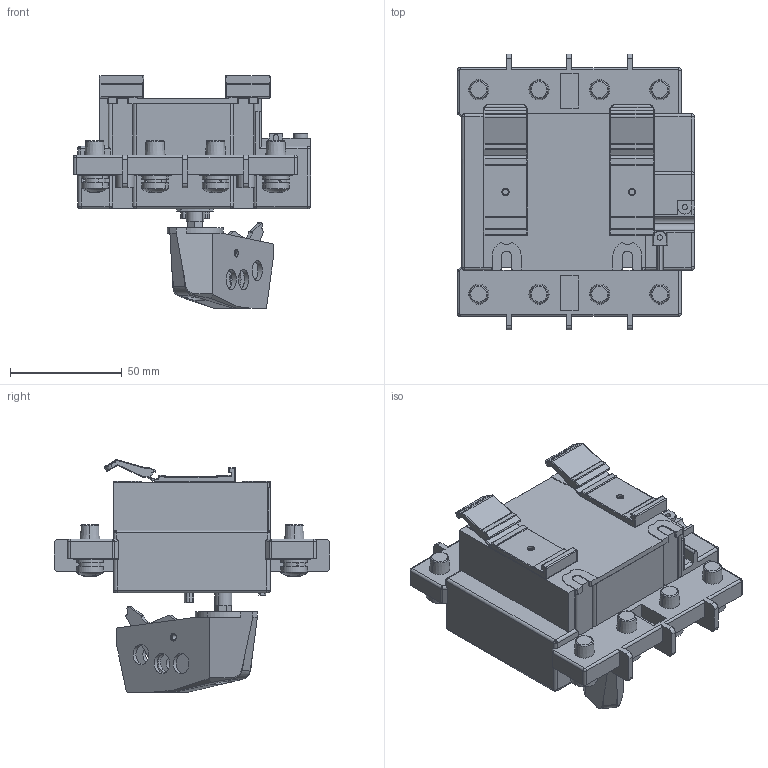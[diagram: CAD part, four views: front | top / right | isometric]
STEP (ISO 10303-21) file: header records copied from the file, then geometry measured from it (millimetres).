
FILE_DESCRIPTION (( 'STEP AP203' ), '1' );
FILE_NAME ('psds-100-4 Ðóáèëüíèê-âûêëþ÷àòåëü 100A 4P c ðóêîÿòêîé óïðàâëåíèÿ äëÿ ïðÿìîé óñòàíîâêè PowerSwitch EKF.STEP', '2026-04-09T07:55:53', ( '' ), ( '' ), 'SwSTEP 2.0', 'SolidWorks 2021', '' );
FILE_SCHEMA (( 'CONFIG_CONTROL_DESIGN' ));
Products named in the file (1): psds-100-4 Ðóáèëüíèê-âûêëþ÷àòåëü 100A 4P c ðóêîÿòêîé óïðàâëåíèÿ äëÿ ïðÿìîé óñòàíîâêè PowerSwitch EKF
Bounding box: 105.97 x 123.2 x 103.9 mm (x, y, z)
Volume: 348232.6 mm3; surface area: 93505.2 mm2
Topology: 35 solids, 37 shells, 1940 faces, 5056 edges, 3243 vertices
Faces by surface type: plane 1000, cylinder 645, cone 95, torus 77, bspline 76, sphere 47
Entity records: 73611 total; most frequent: CARTESIAN_POINT 25749, ORIENTED_EDGE 10108, DIRECTION 9870, EDGE_CURVE 5054, AXIS2_PLACEMENT_3D 3412, VERTEX_POINT 3243, VECTOR 3046, LINE 3046
